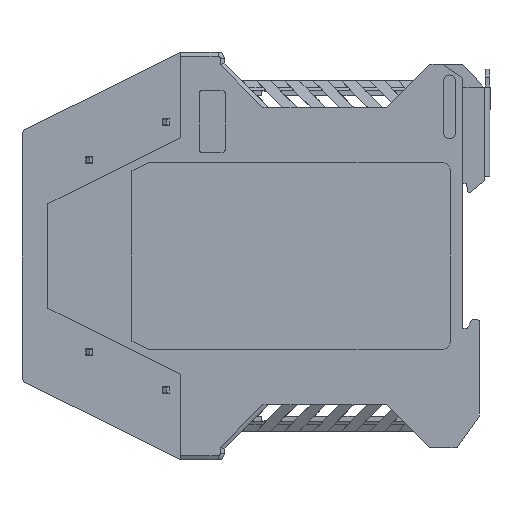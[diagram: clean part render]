
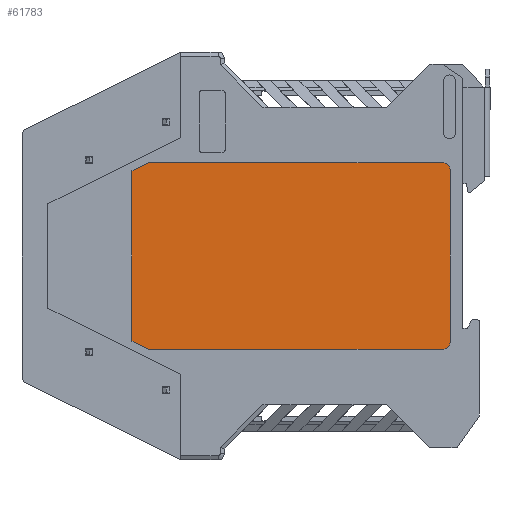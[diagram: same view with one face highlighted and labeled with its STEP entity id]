
A CAD part, front view. The second image highlights one B-rep face of the part: STEP entity #61783.
In plain terms, the highlighted face is planar.
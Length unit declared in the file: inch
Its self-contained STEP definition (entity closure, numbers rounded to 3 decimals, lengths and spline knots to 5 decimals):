
#854 = DIRECTION ( 'NONE',  ( 0., 0., 1. ) ) ;
#1058 = CIRCLE ( 'NONE', #49898, 0.07874 ) ;
#2758 = CARTESIAN_POINT ( 'NONE',  ( 0.7815, 0.17126, 0.40551 ) ) ;
#3870 = DIRECTION ( 'NONE',  ( 0., -1., 0. ) ) ;
#4260 = EDGE_CURVE ( 'NONE', #26440, #33332, #14131, .T. ) ;
#5649 = FACE_OUTER_BOUND ( 'NONE', #16947, .T. ) ;
#9085 = DIRECTION ( 'NONE',  ( 0., -1., 0. ) ) ;
#9383 = PLANE ( 'NONE',  #47347 ) ;
#10350 = DIRECTION ( 'NONE',  ( 0., -0.447, 0.894 ) ) ;
#10649 = DIRECTION ( 'NONE',  ( 0., 0., -1. ) ) ;
#12112 = ORIENTED_EDGE ( 'NONE', *, *, #39594, .T. ) ;
#13016 = ORIENTED_EDGE ( 'NONE', *, *, #4260, .T. ) ;
#13196 = VECTOR ( 'NONE', #854, 39.37008 ) ;
#14131 = LINE ( 'NONE', #17900, #48397 ) ;
#14171 = CARTESIAN_POINT ( 'NONE',  ( 0.7815, 0.09252, 0.40551 ) ) ;
#15080 = DIRECTION ( 'NONE',  ( 0., -0.447, -0.894 ) ) ;
#15336 = DIRECTION ( 'NONE',  ( 1., 0., 0. ) ) ;
#16193 = CARTESIAN_POINT ( 'NONE',  ( 0.7815, -1.53346, 0.40551 ) ) ;
#16738 = EDGE_CURVE ( 'NONE', #50413, #53565, #57668, .T. ) ;
#16947 = EDGE_LOOP ( 'NONE', ( #18453, #36060, #35218, #39028, #13016, #24534, #12112, #38946 ) ) ;
#17163 = EDGE_CURVE ( 'NONE', #33332, #57136, #57823, .T. ) ;
#17900 = CARTESIAN_POINT ( 'NONE',  ( 0.7815, 0.09252, 3.37008 ) ) ;
#18453 = ORIENTED_EDGE ( 'NONE', *, *, #40853, .T. ) ;
#19605 = VERTEX_POINT ( 'NONE', #40959 ) ;
#19729 = LINE ( 'NONE', #38139, #40004 ) ;
#23365 = VECTOR ( 'NONE', #10649, 39.37008 ) ;
#24534 = ORIENTED_EDGE ( 'NONE', *, *, #17163, .T. ) ;
#26440 = VERTEX_POINT ( 'NONE', #60098 ) ;
#26514 = DIRECTION ( 'NONE',  ( 0., 1., 0. ) ) ;
#28124 = CARTESIAN_POINT ( 'NONE',  ( 0.7815, 0.65315, 2.81789 ) ) ;
#28523 = DIRECTION ( 'NONE',  ( 1., 0., 0. ) ) ;
#28952 = CARTESIAN_POINT ( 'NONE',  ( 0.7815, 0.17126, 0.40551 ) ) ;
#29566 = EDGE_CURVE ( 'NONE', #36274, #19605, #50063, .T. ) ;
#30583 = CARTESIAN_POINT ( 'NONE',  ( 0.7815, -1.6122, 0.40551 ) ) ;
#30595 = CARTESIAN_POINT ( 'NONE',  ( 0.7815, -1.53346, 0.32677 ) ) ;
#31140 = AXIS2_PLACEMENT_3D ( 'NONE', #16193, #35226, #9085 ) ;
#32786 = CARTESIAN_POINT ( 'NONE',  ( 0.7815, -1.6122, 3.2126 ) ) ;
#32985 = VERTEX_POINT ( 'NONE', #53810 ) ;
#33156 = DIRECTION ( 'NONE',  ( 0., -1., 0. ) ) ;
#33332 = VERTEX_POINT ( 'NONE', #37450 ) ;
#35218 = ORIENTED_EDGE ( 'NONE', *, *, #16738, .T. ) ;
#35226 = DIRECTION ( 'NONE',  ( 1., 0., 0. ) ) ;
#35292 = CARTESIAN_POINT ( 'NONE',  ( 0.7815, -1.6122, 3.2126 ) ) ;
#36060 = ORIENTED_EDGE ( 'NONE', *, *, #47429, .T. ) ;
#36136 = VECTOR ( 'NONE', #15080, 39.37008 ) ;
#36274 = VERTEX_POINT ( 'NONE', #30583 ) ;
#37450 = CARTESIAN_POINT ( 'NONE',  ( 0.7815, -1.53346, 3.37008 ) ) ;
#38139 = CARTESIAN_POINT ( 'NONE',  ( 0.7815, 0.17126, 3.2126 ) ) ;
#38946 = ORIENTED_EDGE ( 'NONE', *, *, #29566, .T. ) ;
#39028 = ORIENTED_EDGE ( 'NONE', *, *, #49749, .T. ) ;
#39594 = EDGE_CURVE ( 'NONE', #57136, #36274, #58710, .T. ) ;
#40004 = VECTOR ( 'NONE', #10350, 39.37008 ) ;
#40853 = EDGE_CURVE ( 'NONE', #19605, #32985, #50839, .T. ) ;
#40959 = CARTESIAN_POINT ( 'NONE',  ( 0.7815, -1.53346, 0.32677 ) ) ;
#41300 = VECTOR ( 'NONE', #26514, 39.37008 ) ;
#47347 = AXIS2_PLACEMENT_3D ( 'NONE', #28124, #15336, #47474 ) ;
#47429 = EDGE_CURVE ( 'NONE', #32985, #50413, #1058, .T. ) ;
#47474 = DIRECTION ( 'NONE',  ( 0., 1., 0. ) ) ;
#48397 = VECTOR ( 'NONE', #33156, 39.37008 ) ;
#49749 = EDGE_CURVE ( 'NONE', #53565, #26440, #19729, .T. ) ;
#49898 = AXIS2_PLACEMENT_3D ( 'NONE', #14171, #28523, #3870 ) ;
#50063 = CIRCLE ( 'NONE', #31140, 0.07874 ) ;
#50413 = VERTEX_POINT ( 'NONE', #2758 ) ;
#50839 = LINE ( 'NONE', #30595, #41300 ) ;
#52842 = CARTESIAN_POINT ( 'NONE',  ( 0.7815, -1.53346, 3.37008 ) ) ;
#53565 = VERTEX_POINT ( 'NONE', #53964 ) ;
#53810 = CARTESIAN_POINT ( 'NONE',  ( 0.7815, 0.09252, 0.32677 ) ) ;
#53964 = CARTESIAN_POINT ( 'NONE',  ( 0.7815, 0.17126, 3.2126 ) ) ;
#57136 = VERTEX_POINT ( 'NONE', #32786 ) ;
#57668 = LINE ( 'NONE', #28952, #13196 ) ;
#57823 = LINE ( 'NONE', #52842, #36136 ) ;
#58710 = LINE ( 'NONE', #35292, #23365 ) ;
#60098 = CARTESIAN_POINT ( 'NONE',  ( 0.7815, 0.09252, 3.37008 ) ) ;
#61783 = ADVANCED_FACE ( 'NONE', ( #5649 ), #9383, .T. ) ;
